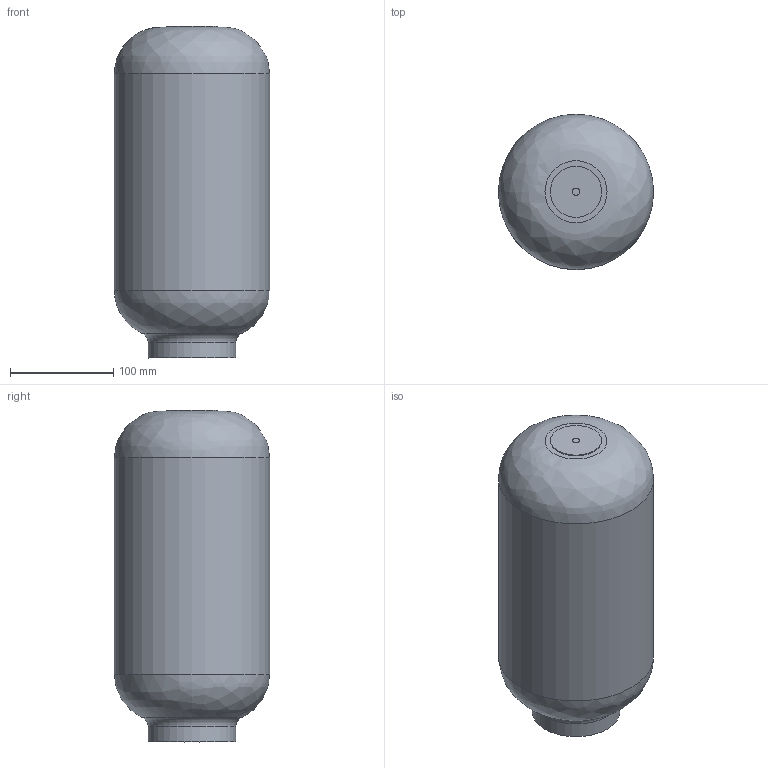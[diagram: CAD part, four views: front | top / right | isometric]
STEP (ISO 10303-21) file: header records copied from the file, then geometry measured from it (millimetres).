
FILE_DESCRIPTION(/* description */ ('This is a sample STEP configuration'),/* implementation_level */ '2;1');
FILE_NAME(/* name */ '636-02314xxxxxxxx SIMPLE.ipt_Rev_00.1.stp',/* time_stamp */ '2023-04-27T16:21:14+02:00',/* author */ ('powerJobs'),/* organization */ ('coolOrange'),/* preprocessor_version */ 'ST-DEVELOPER v19.2',/* originating_system */ 'Autodesk Inventor 2023',/* authorisation */ '');
FILE_SCHEMA (('AUTOMOTIVE_DESIGN { 1 0 10303 214 3 1 1 }'));
Length unit declared in the file: millimetre
Products named in the file (1): ENG000026006
Bounding box: 150 x 150 x 321 mm (x, y, z)
Volume: 658769.2 mm3; surface area: 317778.7 mm2
Topology: 1 solids, 1 shells, 24 faces, 39 edges, 25 vertices
Faces by surface type: plane 10, cylinder 8, bspline 4, torus 2
Full cylindrical faces by diameter (mm): 35.8 x1, 45.5 x1, 49.5 x2, 78 x1, 85 x1, 143 x1, 150 x1
Entity records: 701 total; most frequent: CARTESIAN_POINT 193, DIRECTION 112, ORIENTED_EDGE 78, AXIS2_PLACEMENT_3D 52, EDGE_CURVE 39, EDGE_LOOP 32, CIRCLE 31, VERTEX_POINT 25
